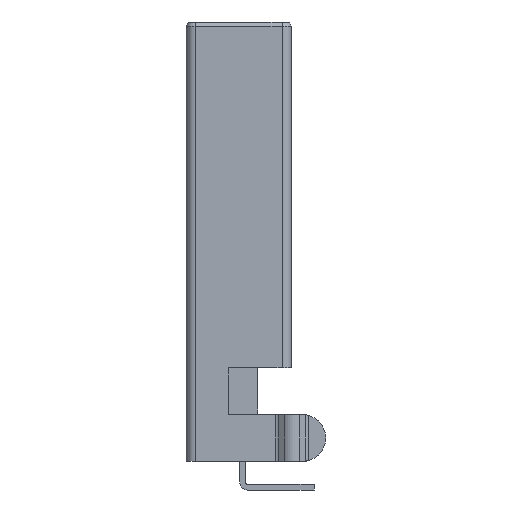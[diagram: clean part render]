
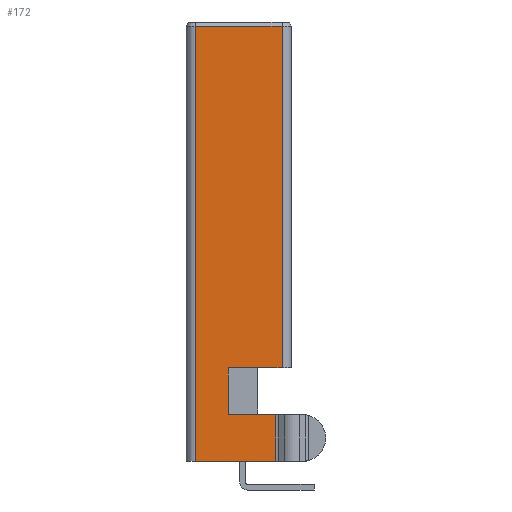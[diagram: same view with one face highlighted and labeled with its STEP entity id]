
A CAD part, left-side view. The second image highlights one B-rep face of the part: STEP entity #172.
In plain terms, the highlighted planar face has unit normal (-1, 0, 0).
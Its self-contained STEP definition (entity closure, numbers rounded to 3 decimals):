
#102 = VERTEX_POINT ( 'NONE', #2795 ) ;
#172 = ADVANCED_FACE ( 'NONE', ( #2565 ), #6372, .T. ) ;
#261 = ORIENTED_EDGE ( 'NONE', *, *, #4148, .T. ) ;
#284 = VERTEX_POINT ( 'NONE', #1821 ) ;
#497 = VECTOR ( 'NONE', #1801, 1000. ) ;
#679 = ORIENTED_EDGE ( 'NONE', *, *, #7298, .T. ) ;
#690 = ORIENTED_EDGE ( 'NONE', *, *, #4585, .T. ) ;
#815 = EDGE_LOOP ( 'NONE', ( #6496, #2992, #690, #5820, #679, #4605, #261, #1888 ) ) ;
#1048 = LINE ( 'NONE', #5359, #3966 ) ;
#1076 = LINE ( 'NONE', #1383, #3440 ) ;
#1094 = DIRECTION ( 'NONE',  ( 0., 0., 1. ) ) ;
#1117 = CARTESIAN_POINT ( 'NONE',  ( -6., 0.45, -18.8 ) ) ;
#1360 = EDGE_CURVE ( 'NONE', #102, #3385, #1076, .T. ) ;
#1383 = CARTESIAN_POINT ( 'NONE',  ( -6., -1.57, -18.8 ) ) ;
#1746 = DIRECTION ( 'NONE',  ( 0., 1., 0. ) ) ;
#1797 = CARTESIAN_POINT ( 'NONE',  ( -6., 1.85, -0.173 ) ) ;
#1801 = DIRECTION ( 'NONE',  ( 0., -1., 0. ) ) ;
#1821 = CARTESIAN_POINT ( 'NONE',  ( -6., 0.45, -14.8 ) ) ;
#1826 = CARTESIAN_POINT ( 'NONE',  ( -6., 1.85, -0.173 ) ) ;
#1888 = ORIENTED_EDGE ( 'NONE', *, *, #1360, .T. ) ;
#2121 = LINE ( 'NONE', #1117, #6614 ) ;
#2155 = VERTEX_POINT ( 'NONE', #7089 ) ;
#2230 = EDGE_CURVE ( 'NONE', #4767, #3600, #1048, .T. ) ;
#2258 = CARTESIAN_POINT ( 'NONE',  ( -6., 1.85, -18.8 ) ) ;
#2565 = FACE_OUTER_BOUND ( 'NONE', #815, .T. ) ;
#2572 = CARTESIAN_POINT ( 'NONE',  ( -6., 1.85, -18.8 ) ) ;
#2716 = VECTOR ( 'NONE', #6942, 1000. ) ;
#2795 = CARTESIAN_POINT ( 'NONE',  ( -6., -1.57, -18.8 ) ) ;
#2863 = DIRECTION ( 'NONE',  ( 0., 0., -1. ) ) ;
#2992 = ORIENTED_EDGE ( 'NONE', *, *, #5866, .T. ) ;
#3141 = EDGE_CURVE ( 'NONE', #3385, #2155, #5203, .T. ) ;
#3163 = VERTEX_POINT ( 'NONE', #1797 ) ;
#3385 = VERTEX_POINT ( 'NONE', #6119 ) ;
#3440 = VECTOR ( 'NONE', #4343, 1000. ) ;
#3600 = VERTEX_POINT ( 'NONE', #3922 ) ;
#3641 = VECTOR ( 'NONE', #1746, 1000. ) ;
#3922 = CARTESIAN_POINT ( 'NONE',  ( -6., -1.85, -0.173 ) ) ;
#3966 = VECTOR ( 'NONE', #7045, 1000. ) ;
#4148 = EDGE_CURVE ( 'NONE', #6262, #102, #4535, .T. ) ;
#4320 = VECTOR ( 'NONE', #2863, 1000. ) ;
#4343 = DIRECTION ( 'NONE',  ( 0., 0., 1. ) ) ;
#4513 = DIRECTION ( 'NONE',  ( 0., 0., 1. ) ) ;
#4535 = LINE ( 'NONE', #7335, #497 ) ;
#4542 = CARTESIAN_POINT ( 'NONE',  ( -6., 1.85, -18.8 ) ) ;
#4585 = EDGE_CURVE ( 'NONE', #284, #4767, #6908, .T. ) ;
#4605 = ORIENTED_EDGE ( 'NONE', *, *, #5849, .T. ) ;
#4767 = VERTEX_POINT ( 'NONE', #5833 ) ;
#4969 = LINE ( 'NONE', #2258, #4320 ) ;
#5203 = LINE ( 'NONE', #5259, #3641 ) ;
#5259 = CARTESIAN_POINT ( 'NONE',  ( -6., 1.85, -16.8 ) ) ;
#5359 = CARTESIAN_POINT ( 'NONE',  ( -6., -1.85, -18.8 ) ) ;
#5820 = ORIENTED_EDGE ( 'NONE', *, *, #2230, .T. ) ;
#5833 = CARTESIAN_POINT ( 'NONE',  ( -6., -1.85, -14.8 ) ) ;
#5849 = EDGE_CURVE ( 'NONE', #3163, #6262, #4969, .T. ) ;
#5866 = EDGE_CURVE ( 'NONE', #2155, #284, #2121, .T. ) ;
#6119 = CARTESIAN_POINT ( 'NONE',  ( -6., -1.57, -16.8 ) ) ;
#6262 = VERTEX_POINT ( 'NONE', #2572 ) ;
#6372 = PLANE ( 'NONE',  #6859 ) ;
#6496 = ORIENTED_EDGE ( 'NONE', *, *, #3141, .T. ) ;
#6563 = DIRECTION ( 'NONE',  ( 0., 1., 0. ) ) ;
#6614 = VECTOR ( 'NONE', #1094, 1000. ) ;
#6859 = AXIS2_PLACEMENT_3D ( 'NONE', #4542, #6869, #4513 ) ;
#6869 = DIRECTION ( 'NONE',  ( -1., 0., 0. ) ) ;
#6908 = LINE ( 'NONE', #7520, #2716 ) ;
#6942 = DIRECTION ( 'NONE',  ( 0., -1., 0. ) ) ;
#6968 = VECTOR ( 'NONE', #6563, 1000. ) ;
#7045 = DIRECTION ( 'NONE',  ( 0., 0., 1. ) ) ;
#7059 = LINE ( 'NONE', #1826, #6968 ) ;
#7089 = CARTESIAN_POINT ( 'NONE',  ( -6., 0.45, -16.8 ) ) ;
#7298 = EDGE_CURVE ( 'NONE', #3600, #3163, #7059, .T. ) ;
#7335 = CARTESIAN_POINT ( 'NONE',  ( -6., 0., -18.8 ) ) ;
#7520 = CARTESIAN_POINT ( 'NONE',  ( -6., 1.85, -14.8 ) ) ;
